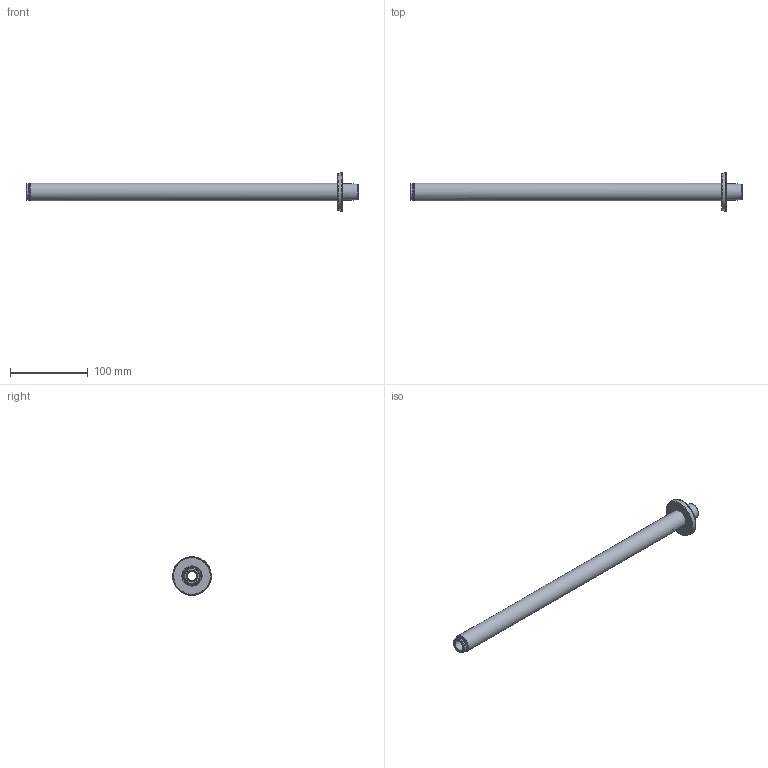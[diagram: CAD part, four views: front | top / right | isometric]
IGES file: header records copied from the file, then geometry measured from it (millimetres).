
Global section: file name: T20KA690-D; native system: Autodesk Inventor 2024; preprocessor: unknown; author: kwhieldon; date: 20240923.114038; units: millimetre
Bounding box: 426 x 49.5 x 49.5 mm (x, y, z)
Volume: 70848.9 mm3; surface area: 65602.1 mm2
Topology: 6 solids, 6 shells, 64 faces, 159 edges, 112 vertices
Faces by surface type: bspline 64
